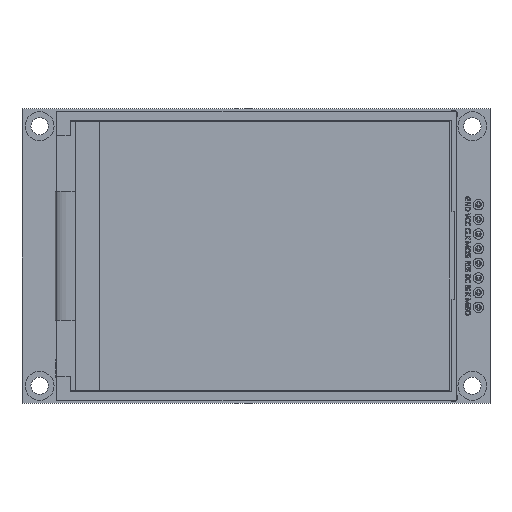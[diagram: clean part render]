
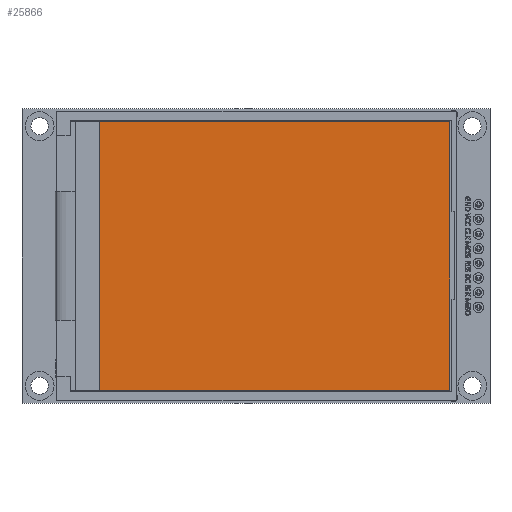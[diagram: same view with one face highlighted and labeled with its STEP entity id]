
A CAD part, top view. The second image highlights one B-rep face of the part: STEP entity #25866.
In plain terms, the highlighted planar face has unit normal (0, 0, 1).
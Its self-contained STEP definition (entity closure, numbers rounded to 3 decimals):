
#914=PLANE('',#26771);
#2375=FACE_OUTER_BOUND('',#3884,.T.);
#3884=EDGE_LOOP('',(#23538,#23539,#23540,#23541));
#5744=LINE('',#46239,#7615);
#5748=LINE('',#46247,#7619);
#5751=LINE('',#46253,#7622);
#5754=LINE('',#46258,#7625);
#7615=VECTOR('',#29955,10.);
#7619=VECTOR('',#29961,10.);
#7622=VECTOR('',#29966,10.);
#7625=VECTOR('',#29971,10.);
#12007=VERTEX_POINT('',#46237);
#12008=VERTEX_POINT('',#46238);
#12011=VERTEX_POINT('',#46246);
#12013=VERTEX_POINT('',#46252);
#15848=EDGE_CURVE('',#12007,#12008,#5744,.F.);
#15852=EDGE_CURVE('',#12008,#12011,#5748,.F.);
#15855=EDGE_CURVE('',#12011,#12013,#5751,.F.);
#15858=EDGE_CURVE('',#12013,#12007,#5754,.F.);
#23538=ORIENTED_EDGE('',*,*,#15855,.F.);
#23539=ORIENTED_EDGE('',*,*,#15852,.F.);
#23540=ORIENTED_EDGE('',*,*,#15848,.F.);
#23541=ORIENTED_EDGE('',*,*,#15858,.F.);
#25866=ADVANCED_FACE('',(#2375),#914,.T.);
#26771=AXIS2_PLACEMENT_3D('',#46261,#29975,#29976);
#29955=DIRECTION('',(0.,-1.,0.));
#29961=DIRECTION('',(-1.,0.,0.));
#29966=DIRECTION('',(0.,1.,0.));
#29971=DIRECTION('',(1.,0.,0.));
#29975=DIRECTION('center_axis',(0.,0.,1.));
#29976=DIRECTION('ref_axis',(1.,0.,0.));
#46237=CARTESIAN_POINT('',(-27.1,-23.25,2.25));
#46238=CARTESIAN_POINT('',(-27.1,23.25,2.25));
#46239=CARTESIAN_POINT('',(-27.1,11.625,2.25));
#46246=CARTESIAN_POINT('',(33.6,23.25,2.25));
#46247=CARTESIAN_POINT('',(18.425,23.25,2.25));
#46252=CARTESIAN_POINT('',(33.6,-23.25,2.25));
#46253=CARTESIAN_POINT('',(33.6,-11.625,2.25));
#46258=CARTESIAN_POINT('',(-11.925,-23.25,2.25));
#46261=CARTESIAN_POINT('Origin',(3.25,0.,2.25));
